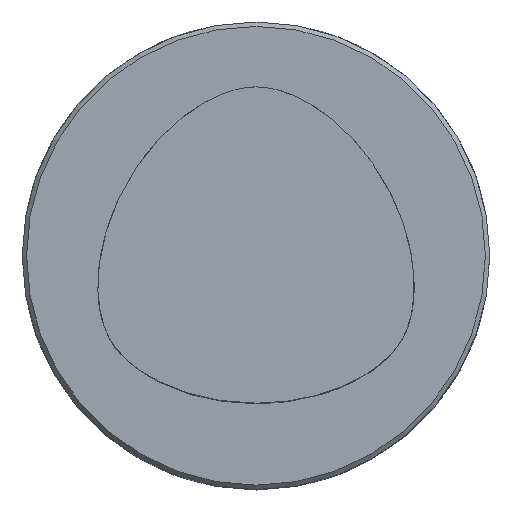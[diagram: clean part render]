
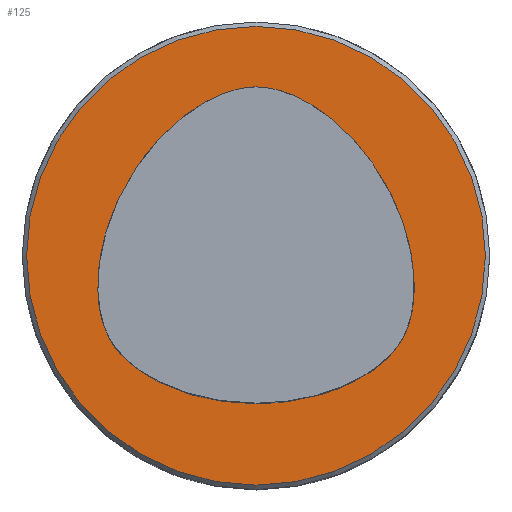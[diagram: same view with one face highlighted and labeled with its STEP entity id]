
A CAD part, top view. The second image highlights one B-rep face of the part: STEP entity #125.
In plain terms, the highlighted planar face has unit normal (0, 0, 1).
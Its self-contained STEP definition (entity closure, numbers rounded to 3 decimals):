
#76=PLANE('',#562);
#94=FACE_OUTER_BOUND('',#224,.T.);
#125=ADVANCED_FACE('',(#94),#76,.F.);
#152=CIRCLE('',#561,15.7);
#224=EDGE_LOOP('',(#322));
#322=ORIENTED_EDGE('',*,*,#433,.T.);
#381=VERTEX_POINT('',#814);
#433=EDGE_CURVE('',#381,#381,#152,.T.);
#561=AXIS2_PLACEMENT_3D('',#813,#693,#694);
#562=AXIS2_PLACEMENT_3D('',#815,#695,#696);
#693=DIRECTION('',(0.,0.,1.));
#694=DIRECTION('',(0.,1.,0.));
#695=DIRECTION('',(0.,0.,-1.));
#696=DIRECTION('',(0.,-1.,0.));
#813=CARTESIAN_POINT('',(0.,0.,0.));
#814=CARTESIAN_POINT('',(0.,15.7,0.));
#815=CARTESIAN_POINT('',(0.,0.,0.));
